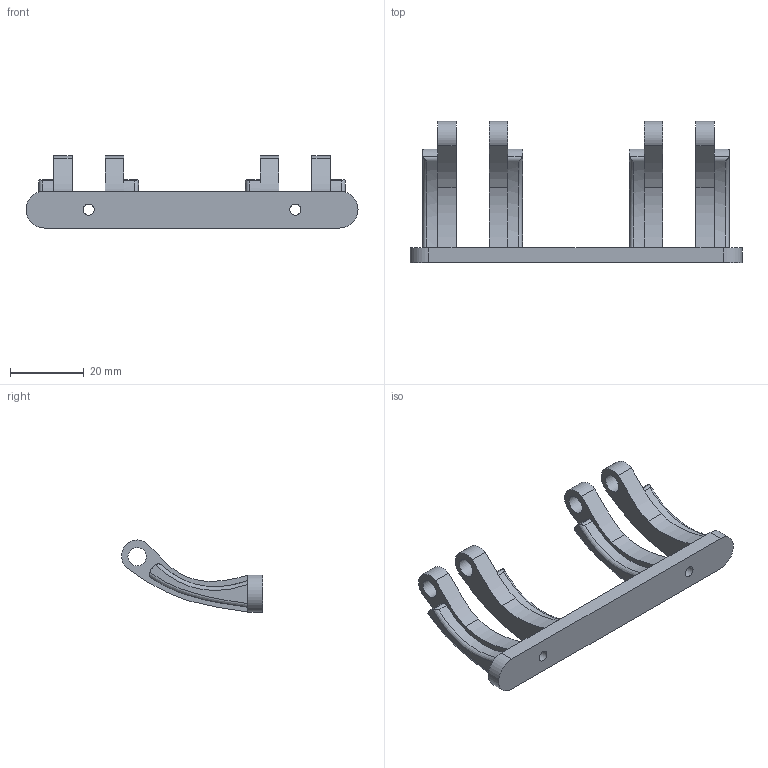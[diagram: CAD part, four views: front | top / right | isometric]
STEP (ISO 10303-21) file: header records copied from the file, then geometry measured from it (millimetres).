
FILE_DESCRIPTION(/* description */ (''),/* implementation_level */ '2;1');
FILE_NAME(/* name */ '减震器下连接件 v3.step',/* time_stamp */ '2022-10-01T10:51:01+08:00',/* author */ (''),/* organization */ (''),/* preprocessor_version */ 'ST-DEVELOPER v19',/* originating_system */ 'Autodesk Translation Framework v11.7.0.108',/* authorisation */ '');
FILE_SCHEMA (('AUTOMOTIVE_DESIGN { 1 0 10303 214 3 1 1 }'));
Length unit declared in the file: millimetre
Products named in the file (1): 减震器下连接件
Bounding box: 90 x 38.24 x 19.53 mm (x, y, z)
Volume: 10245.4 mm3; surface area: 6995.2 mm2
Topology: 1 solids, 1 shells, 80 faces, 212 edges, 136 vertices
Faces by surface type: bspline 36, plane 22, cylinder 22
Full cylindrical faces by diameter (mm): 3 x2, 5 x6
Entity records: 5099 total; most frequent: CARTESIAN_POINT 3319, ORIENTED_EDGE 424, DIRECTION 250, EDGE_CURVE 212, VERTEX_POINT 136, EDGE_LOOP 94, B_SPLINE_CURVE_WITH_KNOTS 88, LINE 88
